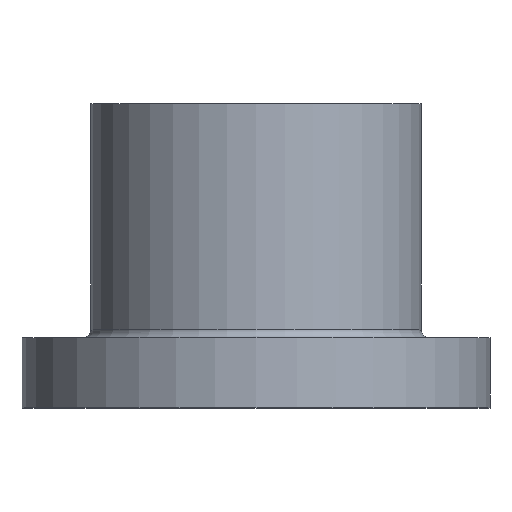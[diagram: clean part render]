
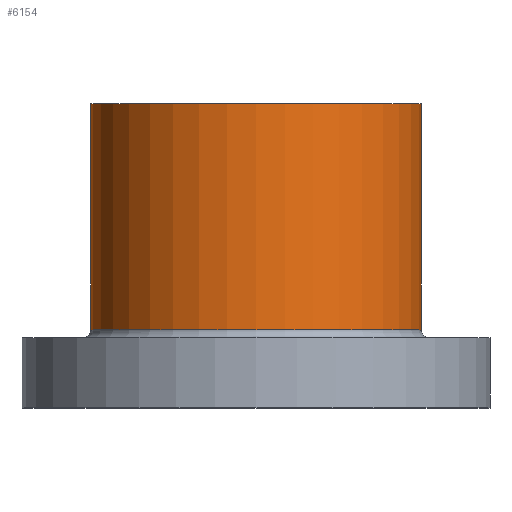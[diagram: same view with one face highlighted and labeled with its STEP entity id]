
A CAD part, top view. The second image highlights one B-rep face of the part: STEP entity #6154.
In plain terms, the highlighted cylindrical face has radius 10.6 mm (diameter 21.2 mm), a partial arc.
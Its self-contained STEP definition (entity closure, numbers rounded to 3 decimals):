
#379 = CARTESIAN_POINT ( 'NONE',  ( 10.6, 19.5, 0. ) ) ;
#1647 = EDGE_CURVE ( 'NONE', #4898, #6799, #6447, .T. ) ;
#2235 = DIRECTION ( 'NONE',  ( 0., 1., 0. ) ) ;
#3199 = FACE_OUTER_BOUND ( 'NONE', #7134, .T. ) ;
#3433 = CARTESIAN_POINT ( 'NONE',  ( 0., 19.5, 0. ) ) ;
#3569 = LINE ( 'NONE', #6913, #7765 ) ;
#3694 = CARTESIAN_POINT ( 'NONE',  ( -10.6, 19.5, 0. ) ) ;
#4139 = AXIS2_PLACEMENT_3D ( 'NONE', #3433, #4315, #10954 ) ;
#4315 = DIRECTION ( 'NONE',  ( 0., 1., 0. ) ) ;
#4400 = CARTESIAN_POINT ( 'NONE',  ( 10.6, 5., 0. ) ) ;
#4660 = CARTESIAN_POINT ( 'NONE',  ( 0., 5., 0. ) ) ;
#4788 = DIRECTION ( 'NONE',  ( 1., 0., 0. ) ) ;
#4898 = VERTEX_POINT ( 'NONE', #5652 ) ;
#4949 = EDGE_CURVE ( 'NONE', #6799, #5848, #3569, .T. ) ;
#5006 = AXIS2_PLACEMENT_3D ( 'NONE', #5043, #11673, #7045 ) ;
#5043 = CARTESIAN_POINT ( 'NONE',  ( 0., 19.5, 0. ) ) ;
#5425 = CYLINDRICAL_SURFACE ( 'NONE', #5006, 10.6 ) ;
#5568 = DIRECTION ( 'NONE',  ( 0., 1., 0. ) ) ;
#5580 = EDGE_CURVE ( 'NONE', #12095, #5848, #7096, .T. ) ;
#5652 = CARTESIAN_POINT ( 'NONE',  ( -10.6, 5., 0. ) ) ;
#5848 = VERTEX_POINT ( 'NONE', #379 ) ;
#6135 = AXIS2_PLACEMENT_3D ( 'NONE', #4660, #10489, #4788 ) ;
#6154 = ADVANCED_FACE ( 'NONE', ( #3199 ), #5425, .T. ) ;
#6179 = VECTOR ( 'NONE', #5568, 1000. ) ;
#6447 = CIRCLE ( 'NONE', #6135, 10.6 ) ;
#6799 = VERTEX_POINT ( 'NONE', #4400 ) ;
#6817 = CARTESIAN_POINT ( 'NONE',  ( -10.6, 19.5, 0. ) ) ;
#6913 = CARTESIAN_POINT ( 'NONE',  ( 10.6, 19.5, 0. ) ) ;
#7045 = DIRECTION ( 'NONE',  ( -1., 0., 0. ) ) ;
#7096 = CIRCLE ( 'NONE', #4139, 10.6 ) ;
#7134 = EDGE_LOOP ( 'NONE', ( #11882, #8801, #7373, #11688 ) ) ;
#7373 = ORIENTED_EDGE ( 'NONE', *, *, #5580, .F. ) ;
#7765 = VECTOR ( 'NONE', #2235, 1000. ) ;
#8267 = EDGE_CURVE ( 'NONE', #4898, #12095, #11828, .T. ) ;
#8801 = ORIENTED_EDGE ( 'NONE', *, *, #4949, .T. ) ;
#10489 = DIRECTION ( 'NONE',  ( 0., 1., 0. ) ) ;
#10954 = DIRECTION ( 'NONE',  ( -1., 0., 0. ) ) ;
#11673 = DIRECTION ( 'NONE',  ( 0., 1., 0. ) ) ;
#11688 = ORIENTED_EDGE ( 'NONE', *, *, #8267, .F. ) ;
#11828 = LINE ( 'NONE', #3694, #6179 ) ;
#11882 = ORIENTED_EDGE ( 'NONE', *, *, #1647, .T. ) ;
#12095 = VERTEX_POINT ( 'NONE', #6817 ) ;
